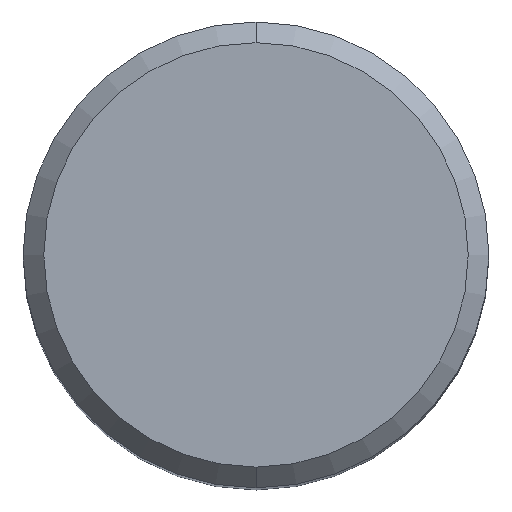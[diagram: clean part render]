
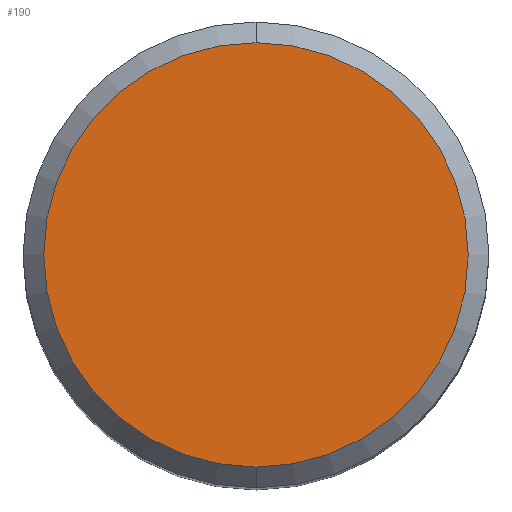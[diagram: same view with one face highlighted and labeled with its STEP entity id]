
A CAD part, top view. The second image highlights one B-rep face of the part: STEP entity #190.
In plain terms, the highlighted planar face has unit normal (0, 0, 1).
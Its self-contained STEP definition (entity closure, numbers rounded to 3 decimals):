
#190=ADVANCED_FACE('',(#492),#493,.T.);
#246=VERTEX_POINT('',#557);
#284=EDGE_CURVE('',#450,#246,#599,.T.);
#432=EDGE_CURVE('',#246,#450,#761,.T.);
#450=VERTEX_POINT('',#781);
#492=FACE_OUTER_BOUND('',#821,.T.);
#493=PLANE('',#822);
#557=CARTESIAN_POINT('',(0.,-8.2,0.0));
#599=CIRCLE('',#1034,8.2);
#761=CIRCLE('',#1443,8.2);
#781=CARTESIAN_POINT('',(0.0,8.2,0.0));
#821=EDGE_LOOP('',(#1499,#1500));
#822=AXIS2_PLACEMENT_3D('',#1501,#1502,#1503);
#1034=AXIS2_PLACEMENT_3D('',#1621,#1622,#1623);
#1443=AXIS2_PLACEMENT_3D('',#1800,#1801,#1802);
#1499=ORIENTED_EDGE('',*,*,#284,.F.);
#1500=ORIENTED_EDGE('',*,*,#432,.F.);
#1501=CARTESIAN_POINT('',(0.0,4.1,0.0));
#1502=DIRECTION('',(-0.0,0.0,1.0));
#1503=DIRECTION('',(0.0,-1.0,0.0));
#1621=CARTESIAN_POINT('',(0.0,0.0,0.0));
#1622=DIRECTION('',(0.0,0.0,-1.0));
#1623=DIRECTION('',(0.0,1.0,0.0));
#1800=CARTESIAN_POINT('',(0.0,0.0,0.0));
#1801=DIRECTION('',(0.0,0.0,-1.0));
#1802=DIRECTION('',(0.0,1.0,0.0));
